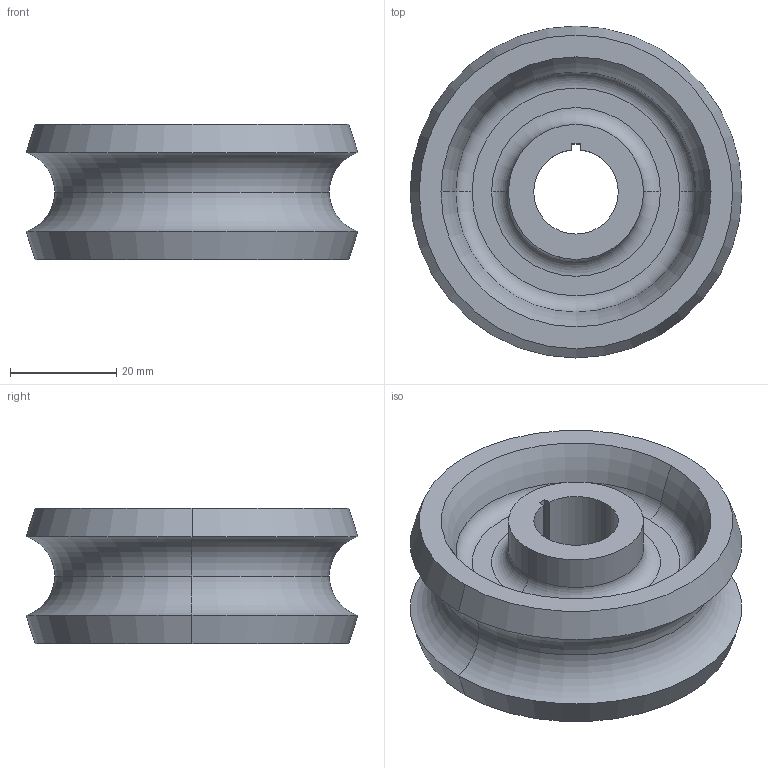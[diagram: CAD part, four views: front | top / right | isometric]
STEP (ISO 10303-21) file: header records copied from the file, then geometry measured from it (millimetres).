
FILE_DESCRIPTION (( 'STEP AP214' ), '1' );
FILE_NAME ('Worm Gear.STEP', '2017-12-07T20:53:09', ( 'Doc' ), ( '' ), 'SwSTEP 2.0', 'SolidWorks 2017', '' );
FILE_SCHEMA (( 'AUTOMOTIVE_DESIGN' ));
Length unit declared in the file: inch
Products named in the file (1): Worm Gear
Bounding box: 62.43 x 62.43 x 25.4 mm (x, y, z)
Volume: 37698.1 mm3; surface area: 15011 mm2
Topology: 1 solids, 1 shells, 36 faces, 76 edges, 46 vertices
Faces by surface type: torus 16, plane 9, cylinder 7, cone 4
Entity records: 1028 total; most frequent: DIRECTION 206, CARTESIAN_POINT 159, ORIENTED_EDGE 152, AXIS2_PLACEMENT_3D 93, EDGE_CURVE 76, CIRCLE 56, VERTEX_POINT 46, EDGE_LOOP 42
